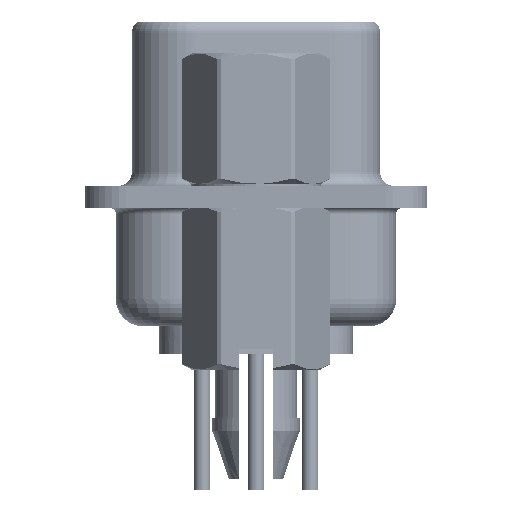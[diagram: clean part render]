
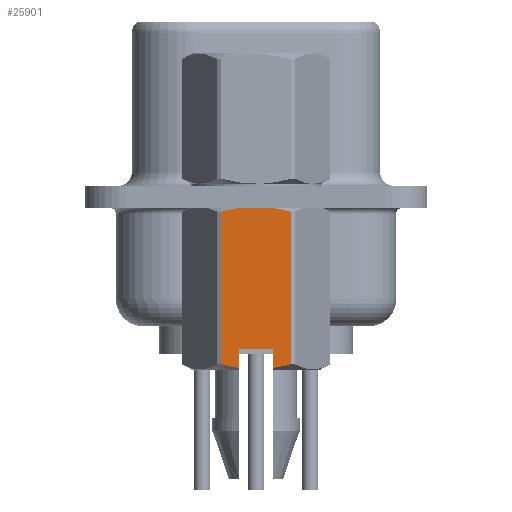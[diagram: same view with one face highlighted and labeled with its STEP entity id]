
A CAD part, left-side view. The second image highlights one B-rep face of the part: STEP entity #25901.
In plain terms, the highlighted planar face has unit normal (-1, 0, 0).
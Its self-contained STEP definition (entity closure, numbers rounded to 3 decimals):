
#307 = DIRECTION ( 'NONE',  ( 0., 0., -1. ) ) ;
#557 = CARTESIAN_POINT ( 'NONE',  ( -2.381, 1.06, -6.206 ) ) ;
#1831 = CARTESIAN_POINT ( 'NONE',  ( -2.381, -0.428, -0.385 ) ) ;
#2456 = CARTESIAN_POINT ( 'NONE',  ( -2.381, 1.273, 0.581 ) ) ;
#2504 = ORIENTED_EDGE ( 'NONE', *, *, #25997, .F. ) ;
#3191 = VERTEX_POINT ( 'NONE', #33830 ) ;
#3297 = CARTESIAN_POINT ( 'NONE',  ( -2.381, -1.273, -6.148 ) ) ;
#4016 = CARTESIAN_POINT ( 'NONE',  ( -2.381, 0.432, -0.385 ) ) ;
#5273 = CARTESIAN_POINT ( 'NONE',  ( -2.381, -1.065, -0.496 ) ) ;
#6137 = LINE ( 'NONE', #2456, #6555 ) ;
#6248 = ORIENTED_EDGE ( 'NONE', *, *, #29792, .T. ) ;
#6555 = VECTOR ( 'NONE', #16467, 1000. ) ;
#7624 = VERTEX_POINT ( 'NONE', #39244 ) ;
#7910 = CARTESIAN_POINT ( 'NONE',  ( -2.381, 0., -0.368 ) ) ;
#9014 = EDGE_LOOP ( 'NONE', ( #31442, #2504, #34033, #40344, #6248, #39996, #35842, #43658, #23703 ) ) ;
#9612 = CARTESIAN_POINT ( 'NONE',  ( -2.381, 0.625, -5.6 ) ) ;
#10073 = LINE ( 'NONE', #27414, #43379 ) ;
#11935 = CARTESIAN_POINT ( 'NONE',  ( -2.381, -1.375, -0.35 ) ) ;
#12662 = CARTESIAN_POINT ( 'NONE',  ( -2.381, 0., -0.368 ) ) ;
#13879 = CARTESIAN_POINT ( 'NONE',  ( -2.381, 0.845, -6.253 ) ) ;
#15533 = VERTEX_POINT ( 'NONE', #17581 ) ;
#15835 = CARTESIAN_POINT ( 'NONE',  ( -2.381, -0.215, -0.368 ) ) ;
#16064 = CARTESIAN_POINT ( 'NONE',  ( -2.381, -1.273, -0.552 ) ) ;
#16107 = VERTEX_POINT ( 'NONE', #3297 ) ;
#16467 = DIRECTION ( 'NONE',  ( 0., 0., -1. ) ) ;
#16802 = EDGE_CURVE ( 'NONE', #37939, #3191, #29854, .T. ) ;
#17581 = CARTESIAN_POINT ( 'NONE',  ( -2.381, 1.273, -0.552 ) ) ;
#18311 = EDGE_CURVE ( 'NONE', #3191, #16107, #23025, .T. ) ;
#19852 = VERTEX_POINT ( 'NONE', #9612 ) ;
#21187 = CARTESIAN_POINT ( 'NONE',  ( -2.381, -1.273, 0.581 ) ) ;
#21491 = B_SPLINE_CURVE_WITH_KNOTS ( 'NONE', 3,
 ( #7910, #21722, #4016, #28584, #39141, #26066 ),
 .UNSPECIFIED., .F., .F.,
 ( 4, 2, 4 ),
 ( 0.004, 0.004, 0.005 ),
 .UNSPECIFIED. ) ;
#21713 = B_SPLINE_CURVE_WITH_KNOTS ( 'NONE', 3,
 ( #25166, #557, #13879, #41899 ),
 .UNSPECIFIED., .F., .F.,
 ( 4, 4 ),
 ( 0.001, 0.002 ),
 .UNSPECIFIED. ) ;
#21722 = CARTESIAN_POINT ( 'NONE',  ( -2.381, 0.215, -0.368 ) ) ;
#21799 = CARTESIAN_POINT ( 'NONE',  ( -2.381, -0.625, -6.285 ) ) ;
#22026 = CARTESIAN_POINT ( 'NONE',  ( -2.381, -1.06, -6.206 ) ) ;
#22213 = EDGE_CURVE ( 'NONE', #15533, #31733, #6137, .T. ) ;
#23025 = B_SPLINE_CURVE_WITH_KNOTS ( 'NONE', 3,
 ( #21799, #32578, #22026, #43574 ),
 .UNSPECIFIED., .F., .F.,
 ( 4, 4 ),
 ( 0.003, 0.004 ),
 .UNSPECIFIED. ) ;
#23263 = B_SPLINE_CURVE_WITH_KNOTS ( 'NONE', 3,
 ( #16064, #5273, #37172, #1831, #15835, #29859 ),
 .UNSPECIFIED., .F., .F.,
 ( 4, 2, 4 ),
 ( 0.003, 0.003, 0.004 ),
 .UNSPECIFIED. ) ;
#23703 = ORIENTED_EDGE ( 'NONE', *, *, #29270, .T. ) ;
#24352 = AXIS2_PLACEMENT_3D ( 'NONE', #11935, #36937, #39939 ) ;
#24462 = LINE ( 'NONE', #38409, #27930 ) ;
#24957 = EDGE_CURVE ( 'NONE', #40457, #15533, #21491, .T. ) ;
#25166 = CARTESIAN_POINT ( 'NONE',  ( -2.381, 1.273, -6.148 ) ) ;
#25266 = EDGE_CURVE ( 'NONE', #19852, #25893, #24462, .T. ) ;
#25893 = VERTEX_POINT ( 'NONE', #25975 ) ;
#25901 = ADVANCED_FACE ( 'NONE', ( #40617 ), #37161, .T. ) ;
#25975 = CARTESIAN_POINT ( 'NONE',  ( -2.381, 0.625, -6.285 ) ) ;
#25997 = EDGE_CURVE ( 'NONE', #37939, #19852, #10073, .T. ) ;
#26066 = CARTESIAN_POINT ( 'NONE',  ( -2.381, 1.273, -0.552 ) ) ;
#27325 = DIRECTION ( 'NONE',  ( 0., 1., 0. ) ) ;
#27414 = CARTESIAN_POINT ( 'NONE',  ( -2.381, -0.625, -5.6 ) ) ;
#27930 = VECTOR ( 'NONE', #307, 1000. ) ;
#28584 = CARTESIAN_POINT ( 'NONE',  ( -2.381, 0.858, -0.45 ) ) ;
#29270 = EDGE_CURVE ( 'NONE', #31733, #25893, #21713, .T. ) ;
#29792 = EDGE_CURVE ( 'NONE', #16107, #7624, #42075, .T. ) ;
#29854 = LINE ( 'NONE', #43839, #33081 ) ;
#29859 = CARTESIAN_POINT ( 'NONE',  ( -2.381, 0., -0.368 ) ) ;
#30748 = DIRECTION ( 'NONE',  ( 0., 0., -1. ) ) ;
#30807 = VECTOR ( 'NONE', #35174, 1000. ) ;
#31442 = ORIENTED_EDGE ( 'NONE', *, *, #25266, .F. ) ;
#31733 = VERTEX_POINT ( 'NONE', #40172 ) ;
#31736 = EDGE_CURVE ( 'NONE', #7624, #40457, #23263, .T. ) ;
#32578 = CARTESIAN_POINT ( 'NONE',  ( -2.381, -0.842, -6.254 ) ) ;
#33081 = VECTOR ( 'NONE', #30748, 1000. ) ;
#33830 = CARTESIAN_POINT ( 'NONE',  ( -2.381, -0.625, -6.285 ) ) ;
#34033 = ORIENTED_EDGE ( 'NONE', *, *, #16802, .T. ) ;
#35174 = DIRECTION ( 'NONE',  ( 0., 0., 1. ) ) ;
#35842 = ORIENTED_EDGE ( 'NONE', *, *, #24957, .T. ) ;
#36937 = DIRECTION ( 'NONE',  ( -1., 0., 0. ) ) ;
#37161 = PLANE ( 'NONE',  #24352 ) ;
#37172 = CARTESIAN_POINT ( 'NONE',  ( -2.381, -0.853, -0.449 ) ) ;
#37939 = VERTEX_POINT ( 'NONE', #40350 ) ;
#38409 = CARTESIAN_POINT ( 'NONE',  ( -2.381, 0.625, -5.6 ) ) ;
#39141 = CARTESIAN_POINT ( 'NONE',  ( -2.381, 1.066, -0.496 ) ) ;
#39244 = CARTESIAN_POINT ( 'NONE',  ( -2.381, -1.273, -0.552 ) ) ;
#39939 = DIRECTION ( 'NONE',  ( 0., 0., 1. ) ) ;
#39996 = ORIENTED_EDGE ( 'NONE', *, *, #31736, .T. ) ;
#40172 = CARTESIAN_POINT ( 'NONE',  ( -2.381, 1.273, -6.148 ) ) ;
#40344 = ORIENTED_EDGE ( 'NONE', *, *, #18311, .T. ) ;
#40350 = CARTESIAN_POINT ( 'NONE',  ( -2.381, -0.625, -5.6 ) ) ;
#40457 = VERTEX_POINT ( 'NONE', #12662 ) ;
#40617 = FACE_OUTER_BOUND ( 'NONE', #9014, .T. ) ;
#41899 = CARTESIAN_POINT ( 'NONE',  ( -2.381, 0.625, -6.285 ) ) ;
#42075 = LINE ( 'NONE', #21187, #30807 ) ;
#43379 = VECTOR ( 'NONE', #27325, 1000. ) ;
#43574 = CARTESIAN_POINT ( 'NONE',  ( -2.381, -1.273, -6.148 ) ) ;
#43658 = ORIENTED_EDGE ( 'NONE', *, *, #22213, .T. ) ;
#43839 = CARTESIAN_POINT ( 'NONE',  ( -2.381, -0.625, -5.6 ) ) ;
